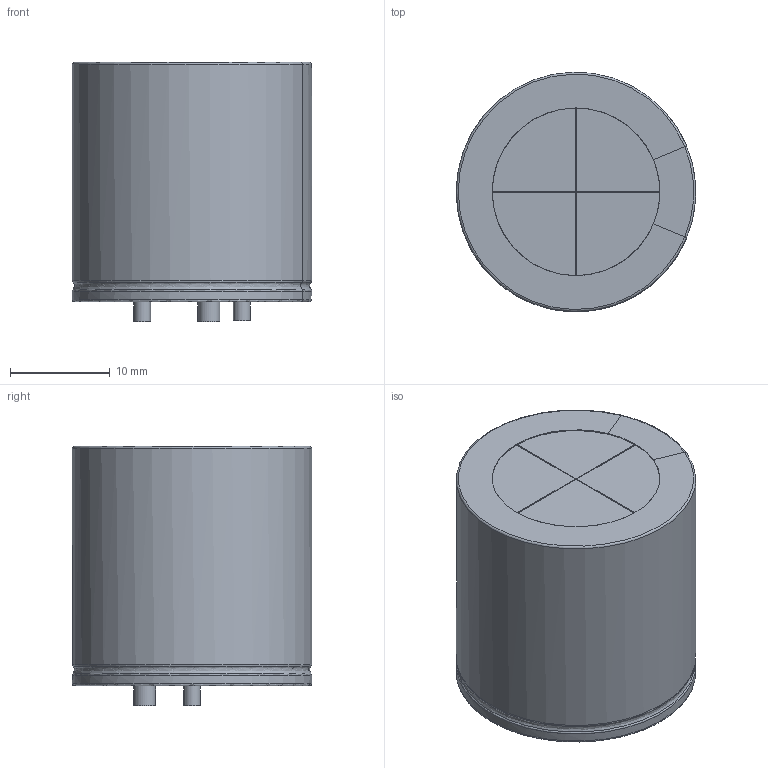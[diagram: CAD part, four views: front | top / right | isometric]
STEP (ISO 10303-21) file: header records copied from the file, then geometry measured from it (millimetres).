
FILE_DESCRIPTION(/* description */ ('model of CP_Radial_D24.0mm_P10.00mm_3pin_SnapIn'),/* implementation_level */ '2;1');
FILE_NAME(/* name */ 'CP_Radial_D24.0mm_P10.00mm_3pin_SnapIn.step',/* time_stamp */ '2017-05-20T20:38:55',/* author */ ('kicad StepUp','ksu'),/* organization */ ('FreeCAD'),/* preprocessor_version */ 'OCC',/* originating_system */ 'kicad StepUp',/* authorisation */ '');
FILE_SCHEMA(('AUTOMOTIVE_DESIGN_CC2 { 1 2 10303 214 -1 1 5 4 }'));
Length unit declared in the file: millimetre
Products named in the file (1): CP_Radial_D240mm_P1000mm_3pin_SnapIn
Bounding box: 24 x 23.99 x 26 mm (x, y, z)
Volume: 10776 mm3; surface area: 3217.9 mm2
Topology: 1 solids, 2 shells, 60 faces, 166 edges, 118 vertices
Faces by surface type: plane 24, cylinder 20, bspline 8, revolution 6, torus 2
Full cylindrical faces by diameter (mm): 1.7 x2, 2.2 x1
Entity records: 1946 total; most frequent: CARTESIAN_POINT 781, ORIENTED_EDGE 283, EDGE_CURVE 166, VERTEX_POINT 118, AXIS2_PLACEMENT_3D 71, FACE_BOUND 68, EDGE_LOOP 68, ADVANCED_FACE 60
